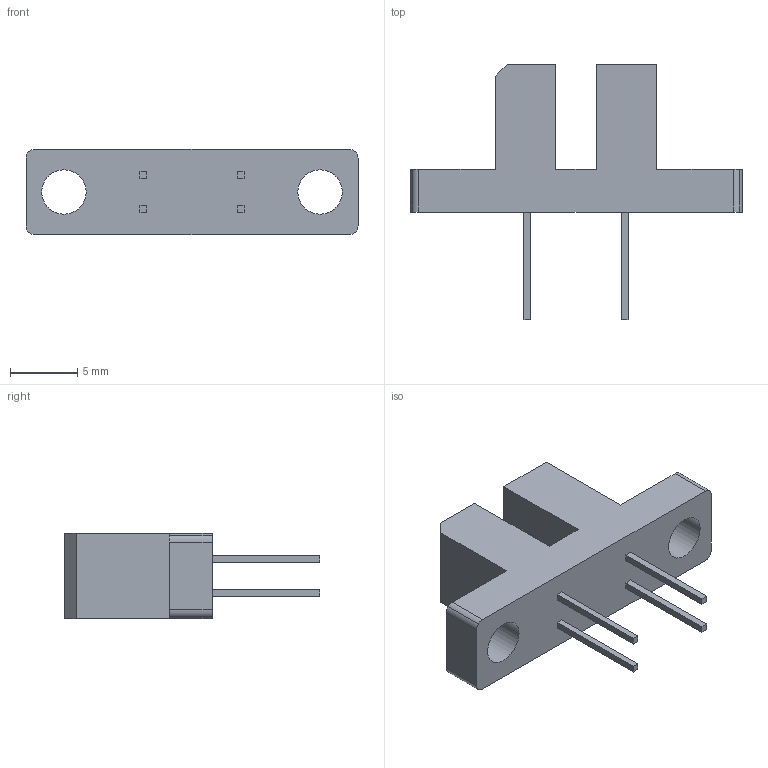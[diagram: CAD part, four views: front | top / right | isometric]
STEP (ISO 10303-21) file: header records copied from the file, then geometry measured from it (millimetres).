
FILE_DESCRIPTION((''),'2;1');
FILE_NAME('Optical Interrupter Switch.stp','2008-01-02T20:39:20',('Owner'),(''),'Autodesk Inventor (R) 6.0','Autodesk Inventor (R) 6.0','');
FILE_SCHEMA(('AUTOMOTIVE_DESIGN { 1 0 10303 214 1 1 1 1 }'));
Length unit declared in the file: inch
Products named in the file (1): Optical Interrupter Switch
Bounding box: 24.69 x 19 x 6.32 mm (x, y, z)
Volume: 887.9 mm3; surface area: 937.6 mm2
Topology: 1 solids, 1 shells, 57 faces, 147 edges, 98 vertices
Faces by surface type: plane 30, bspline 17, cylinder 10
Entity records: 1784 total; most frequent: CARTESIAN_POINT 382, ORIENTED_EDGE 294, DIRECTION 253, EDGE_CURVE 147, VECTOR 123, LINE 123, VERTEX_POINT 98, EDGE_LOOP 67
